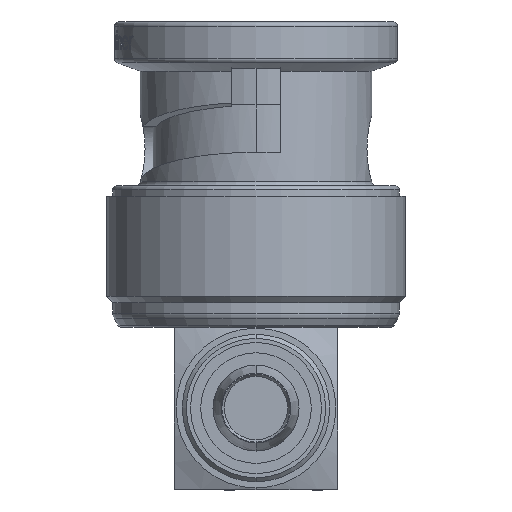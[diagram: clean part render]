
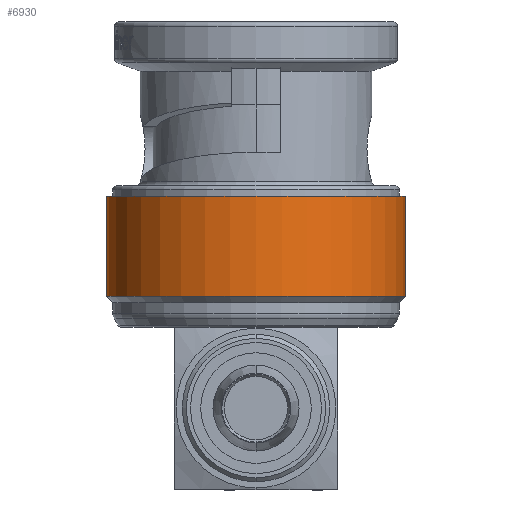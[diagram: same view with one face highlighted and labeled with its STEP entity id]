
A CAD part, front view. The second image highlights one B-rep face of the part: STEP entity #6930.
In plain terms, the highlighted cylindrical face has radius 7.3 mm (diameter 14.6 mm), a partial arc.
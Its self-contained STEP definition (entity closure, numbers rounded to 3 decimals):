
#162 = CARTESIAN_POINT ( 'NONE',  ( 0., 0., -12.55 ) ) ;
#1029 = ORIENTED_EDGE ( 'NONE', *, *, #3531, .F. ) ;
#1260 = VERTEX_POINT ( 'NONE', #4192 ) ;
#1954 = DIRECTION ( 'NONE',  ( 0., 0., 1. ) ) ;
#2274 = CIRCLE ( 'NONE', #5566, 7.3 ) ;
#2479 = ORIENTED_EDGE ( 'NONE', *, *, #3626, .T. ) ;
#3260 = DIRECTION ( 'NONE',  ( 1., 0., 0. ) ) ;
#3486 = DIRECTION ( 'NONE',  ( 1., 0., 0. ) ) ;
#3531 = EDGE_CURVE ( 'NONE', #6221, #13712, #6970, .T. ) ;
#3626 = EDGE_CURVE ( 'NONE', #6221, #10590, #2274, .T. ) ;
#4192 = CARTESIAN_POINT ( 'NONE',  ( 7.3, 0., -7.65 ) ) ;
#4235 = EDGE_CURVE ( 'NONE', #13712, #1260, #7347, .T. ) ;
#5524 = FACE_OUTER_BOUND ( 'NONE', #15259, .T. ) ;
#5566 = AXIS2_PLACEMENT_3D ( 'NONE', #162, #10648, #15948 ) ;
#5834 = VECTOR ( 'NONE', #10677, 1000. ) ;
#6153 = CYLINDRICAL_SURFACE ( 'NONE', #16210, 7.3 ) ;
#6221 = VERTEX_POINT ( 'NONE', #13177 ) ;
#6670 = AXIS2_PLACEMENT_3D ( 'NONE', #8288, #1954, #3260 ) ;
#6930 = ADVANCED_FACE ( 'NONE', ( #5524 ), #6153, .T. ) ;
#6970 = LINE ( 'NONE', #11012, #16381 ) ;
#7347 = CIRCLE ( 'NONE', #6670, 7.3 ) ;
#8288 = CARTESIAN_POINT ( 'NONE',  ( 0., 0., -7.65 ) ) ;
#10590 = VERTEX_POINT ( 'NONE', #13046 ) ;
#10648 = DIRECTION ( 'NONE',  ( 0., 0., 1. ) ) ;
#10677 = DIRECTION ( 'NONE',  ( 0., 0., 1. ) ) ;
#11012 = CARTESIAN_POINT ( 'NONE',  ( -7.3, 0., 2.634 ) ) ;
#11072 = ORIENTED_EDGE ( 'NONE', *, *, #11760, .T. ) ;
#11074 = DIRECTION ( 'NONE',  ( 0., 0., 1. ) ) ;
#11312 = DIRECTION ( 'NONE',  ( 0., 0., 1. ) ) ;
#11760 = EDGE_CURVE ( 'NONE', #10590, #1260, #12780, .T. ) ;
#12066 = CARTESIAN_POINT ( 'NONE',  ( 7.3, 0., 2.634 ) ) ;
#12780 = LINE ( 'NONE', #12066, #5834 ) ;
#13046 = CARTESIAN_POINT ( 'NONE',  ( 7.3, 0., -12.55 ) ) ;
#13177 = CARTESIAN_POINT ( 'NONE',  ( -7.3, 0., -12.55 ) ) ;
#13550 = ORIENTED_EDGE ( 'NONE', *, *, #4235, .F. ) ;
#13712 = VERTEX_POINT ( 'NONE', #16522 ) ;
#14860 = CARTESIAN_POINT ( 'NONE',  ( 0., 0., 2.634 ) ) ;
#15259 = EDGE_LOOP ( 'NONE', ( #1029, #2479, #11072, #13550 ) ) ;
#15948 = DIRECTION ( 'NONE',  ( 1., 0., 0. ) ) ;
#16210 = AXIS2_PLACEMENT_3D ( 'NONE', #14860, #11312, #3486 ) ;
#16381 = VECTOR ( 'NONE', #11074, 1000. ) ;
#16522 = CARTESIAN_POINT ( 'NONE',  ( -7.3, 0., -7.65 ) ) ;
